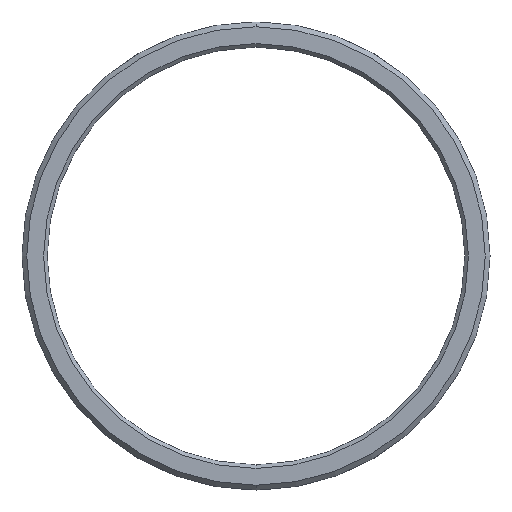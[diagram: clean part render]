
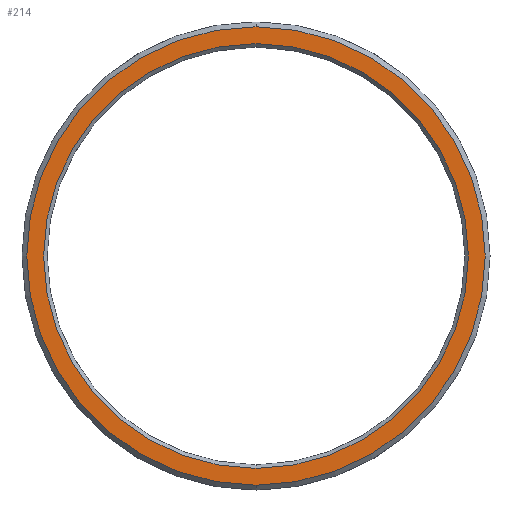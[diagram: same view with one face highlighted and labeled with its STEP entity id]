
A CAD part, front view. The second image highlights one B-rep face of the part: STEP entity #214.
In plain terms, the highlighted planar face has unit normal (0, -1, 0).
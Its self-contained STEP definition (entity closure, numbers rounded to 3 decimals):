
#36 = AXIS2_PLACEMENT_3D ( 'NONE', #534, #180, #472 ) ;
#40 = CARTESIAN_POINT ( 'NONE',  ( 0., 0., 17.7 ) ) ;
#58 = CARTESIAN_POINT ( 'NONE',  ( 0., 0., 19.1 ) ) ;
#65 = DIRECTION ( 'NONE',  ( 1., 0., 0. ) ) ;
#91 = CIRCLE ( 'NONE', #525, 19.1 ) ;
#106 = VERTEX_POINT ( 'NONE', #332 ) ;
#126 = CIRCLE ( 'NONE', #395, 17.7 ) ;
#138 = ORIENTED_EDGE ( 'NONE', *, *, #600, .T. ) ;
#179 = CIRCLE ( 'NONE', #609, 17.7 ) ;
#180 = DIRECTION ( 'NONE',  ( 0., -1., 0. ) ) ;
#185 = EDGE_CURVE ( 'NONE', #478, #202, #91, .T. ) ;
#195 = EDGE_CURVE ( 'NONE', #202, #478, #537, .T. ) ;
#202 = VERTEX_POINT ( 'NONE', #58 ) ;
#214 = ADVANCED_FACE ( 'NONE', ( #351, #528 ), #240, .F. ) ;
#228 = DIRECTION ( 'NONE',  ( 0., -1., 0. ) ) ;
#237 = DIRECTION ( 'NONE',  ( 0., 0., 1. ) ) ;
#240 = PLANE ( 'NONE',  #398 ) ;
#285 = CARTESIAN_POINT ( 'NONE',  ( 0., 0., 0. ) ) ;
#289 = EDGE_CURVE ( 'NONE', #106, #531, #179, .T. ) ;
#319 = CARTESIAN_POINT ( 'NONE',  ( 0., 0., 0. ) ) ;
#332 = CARTESIAN_POINT ( 'NONE',  ( 0., 0., -17.7 ) ) ;
#338 = CARTESIAN_POINT ( 'NONE',  ( 0., 0., -19.1 ) ) ;
#348 = ORIENTED_EDGE ( 'NONE', *, *, #289, .T. ) ;
#351 = FACE_BOUND ( 'NONE', #606, .T. ) ;
#395 = AXIS2_PLACEMENT_3D ( 'NONE', #319, #607, #491 ) ;
#398 = AXIS2_PLACEMENT_3D ( 'NONE', #285, #485, #65 ) ;
#472 = DIRECTION ( 'NONE',  ( 0., 0., 1. ) ) ;
#478 = VERTEX_POINT ( 'NONE', #338 ) ;
#485 = DIRECTION ( 'NONE',  ( 0., 1., 0. ) ) ;
#490 = ORIENTED_EDGE ( 'NONE', *, *, #195, .T. ) ;
#491 = DIRECTION ( 'NONE',  ( 0., 0., 1. ) ) ;
#525 = AXIS2_PLACEMENT_3D ( 'NONE', #706, #228, #538 ) ;
#528 = FACE_OUTER_BOUND ( 'NONE', #648, .T. ) ;
#531 = VERTEX_POINT ( 'NONE', #40 ) ;
#534 = CARTESIAN_POINT ( 'NONE',  ( 0., 0., 0. ) ) ;
#537 = CIRCLE ( 'NONE', #36, 19.1 ) ;
#538 = DIRECTION ( 'NONE',  ( 0., 0., 1. ) ) ;
#582 = CARTESIAN_POINT ( 'NONE',  ( 0., 0., 0. ) ) ;
#600 = EDGE_CURVE ( 'NONE', #531, #106, #126, .T. ) ;
#606 = EDGE_LOOP ( 'NONE', ( #348, #138 ) ) ;
#607 = DIRECTION ( 'NONE',  ( 0., 1., 0. ) ) ;
#609 = AXIS2_PLACEMENT_3D ( 'NONE', #582, #699, #237 ) ;
#648 = EDGE_LOOP ( 'NONE', ( #490, #743 ) ) ;
#699 = DIRECTION ( 'NONE',  ( 0., 1., 0. ) ) ;
#706 = CARTESIAN_POINT ( 'NONE',  ( 0., 0., 0. ) ) ;
#743 = ORIENTED_EDGE ( 'NONE', *, *, #185, .T. ) ;
